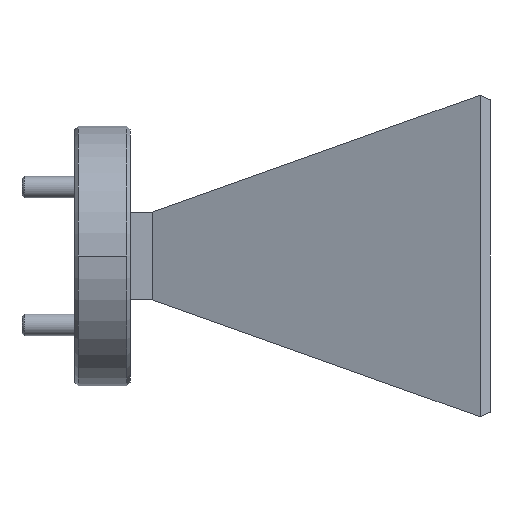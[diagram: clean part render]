
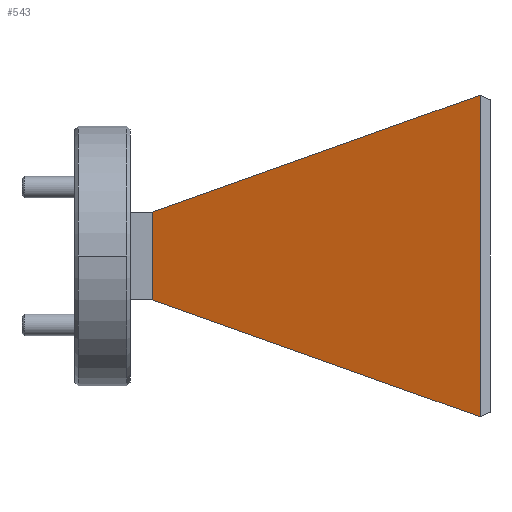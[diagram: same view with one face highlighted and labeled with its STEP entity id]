
A CAD part, front view. The second image highlights one B-rep face of the part: STEP entity #543.
In plain terms, the highlighted planar face has unit normal (-0.287, -0.958, 0).
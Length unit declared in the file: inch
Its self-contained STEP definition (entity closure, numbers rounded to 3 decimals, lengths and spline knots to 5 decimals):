
#25 = CARTESIAN_POINT ( 'NONE',  ( -1.56564, -2.01864, 1.81158 ) ) ;
#35 = LINE ( 'NONE', #838, #803 ) ;
#56 = ORIENTED_EDGE ( 'NONE', *, *, #478, .T. ) ;
#71 = EDGE_CURVE ( 'NONE', #1284, #98, #559, .T. ) ;
#98 = VERTEX_POINT ( 'NONE', #1253 ) ;
#234 = EDGE_CURVE ( 'NONE', #1380, #1284, #35, .T. ) ;
#253 = CARTESIAN_POINT ( 'NONE',  ( -0.59064, -2.31064, 1.46358 ) ) ;
#414 = LINE ( 'NONE', #253, #1933 ) ;
#478 = EDGE_CURVE ( 'NONE', #98, #488, #605, .T. ) ;
#488 = VERTEX_POINT ( 'NONE', #25 ) ;
#543 = ADVANCED_FACE ( 'NONE', ( #2473 ), #1003, .T. ) ;
#559 = LINE ( 'NONE', #1592, #1324 ) ;
#605 = LINE ( 'NONE', #2231, #1066 ) ;
#634 = ORIENTED_EDGE ( 'NONE', *, *, #234, .T. ) ;
#803 = VECTOR ( 'NONE', #2281, 39.37008 ) ;
#838 = CARTESIAN_POINT ( 'NONE',  ( -0.61938, -2.30204, 2.41358 ) ) ;
#1003 = PLANE ( 'NONE',  #1292 ) ;
#1066 = VECTOR ( 'NONE', #2256, 39.37008 ) ;
#1227 = DIRECTION ( 'NONE',  ( -0.287, -0.958, 0. ) ) ;
#1228 = ORIENTED_EDGE ( 'NONE', *, *, #1732, .F. ) ;
#1248 = CARTESIAN_POINT ( 'NONE',  ( -0.61938, -2.30204, 2.40332 ) ) ;
#1253 = CARTESIAN_POINT ( 'NONE',  ( -1.56564, -2.01864, 2.06558 ) ) ;
#1273 = ORIENTED_EDGE ( 'NONE', *, *, #71, .T. ) ;
#1284 = VERTEX_POINT ( 'NONE', #1248 ) ;
#1292 = AXIS2_PLACEMENT_3D ( 'NONE', #2653, #1227, #2049 ) ;
#1324 = VECTOR ( 'NONE', #2403, 39.37008 ) ;
#1380 = VERTEX_POINT ( 'NONE', #1520 ) ;
#1520 = CARTESIAN_POINT ( 'NONE',  ( -0.61938, -2.30204, 1.47383 ) ) ;
#1592 = CARTESIAN_POINT ( 'NONE',  ( -0.59064, -2.31064, 2.41358 ) ) ;
#1693 = DIRECTION ( 'NONE',  ( -0.906, 0.271, 0.324 ) ) ;
#1732 = EDGE_CURVE ( 'NONE', #1380, #488, #414, .T. ) ;
#1933 = VECTOR ( 'NONE', #1693, 39.37008 ) ;
#2049 = DIRECTION ( 'NONE',  ( 0.958, -0.287, 0. ) ) ;
#2149 = EDGE_LOOP ( 'NONE', ( #1228, #634, #1273, #56 ) ) ;
#2231 = CARTESIAN_POINT ( 'NONE',  ( -1.56564, -2.01864, 1.93858 ) ) ;
#2256 = DIRECTION ( 'NONE',  ( 0., 0., -1. ) ) ;
#2281 = DIRECTION ( 'NONE',  ( 0., 0., 1. ) ) ;
#2403 = DIRECTION ( 'NONE',  ( -0.906, 0.271, -0.324 ) ) ;
#2473 = FACE_OUTER_BOUND ( 'NONE', #2149, .T. ) ;
#2653 = CARTESIAN_POINT ( 'NONE',  ( 0.2534, -2.56342, 1.93858 ) ) ;
